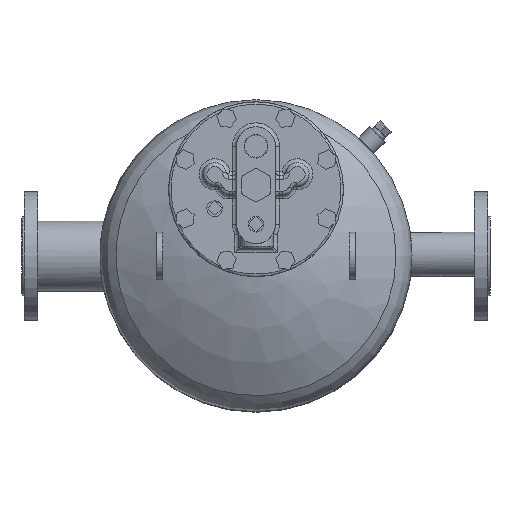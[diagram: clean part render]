
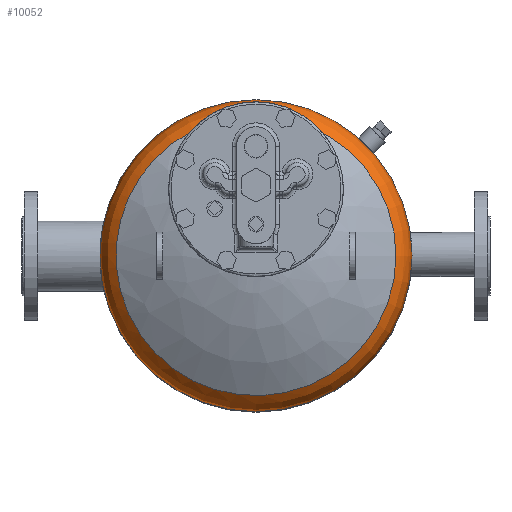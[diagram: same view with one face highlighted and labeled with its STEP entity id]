
A CAD part, top view. The second image highlights one B-rep face of the part: STEP entity #10052.
In plain terms, the highlighted toroidal (fillet/blend) face has major radius 155 mm and minor radius 45 mm.
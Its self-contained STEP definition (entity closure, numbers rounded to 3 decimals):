
#10025=CARTESIAN_POINT('',(0.0,0.0,319.779));
#10026=DIRECTION('',(0.0,0.0,1.0));
#10027=DIRECTION('',(1.0,0.0,0.0));
#10028=AXIS2_PLACEMENT_3D('',#10025,#10026,#10027);
#10029=TOROIDAL_SURFACE('',#10028,155.,45.);
#10030=CARTESIAN_POINT('',(179.461,0.0,357.55));
#10031=VERTEX_POINT('',#10030);
#10032=CARTESIAN_POINT('',(0.0,0.0,357.55));
#10033=DIRECTION('',(0.0,0.0,1.0));
#10034=DIRECTION('',(1.0,0.0,0.0));
#10035=AXIS2_PLACEMENT_3D('',#10032,#10033,#10034);
#10036=CIRCLE('',#10035,179.461);
#10037=EDGE_CURVE('',#10031,#10031,#10036,.T.);
#10038=ORIENTED_EDGE('',*,*,#10037,.F.);
#10039=EDGE_LOOP('',(#10038));
#10040=FACE_OUTER_BOUND('',#10039,.T.);
#10041=CARTESIAN_POINT('',(199.999,0.0,320.));
#10042=VERTEX_POINT('',#10041);
#10043=CARTESIAN_POINT('',(0.0,0.0,320.0));
#10044=DIRECTION('',(0.0,0.0,-1.0));
#10045=DIRECTION('',(1.0,0.0,0.0));
#10046=AXIS2_PLACEMENT_3D('',#10043,#10044,#10045);
#10047=CIRCLE('',#10046,199.999);
#10048=EDGE_CURVE('',#10042,#10042,#10047,.T.);
#10049=ORIENTED_EDGE('',*,*,#10048,.F.);
#10050=EDGE_LOOP('',(#10049));
#10051=FACE_BOUND('',#10050,.T.);
#10052=ADVANCED_FACE('',(#10040,#10051),#10029,.T.);
